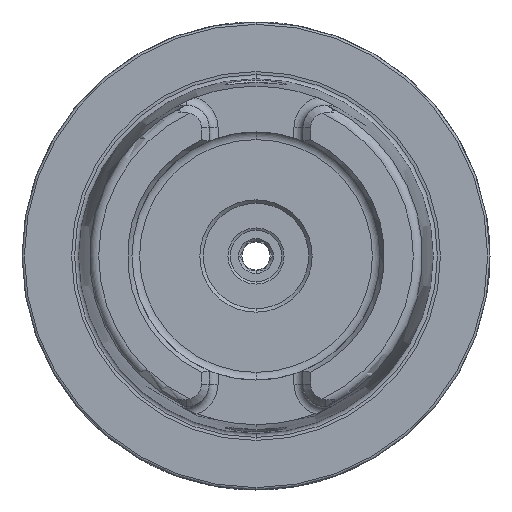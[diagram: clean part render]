
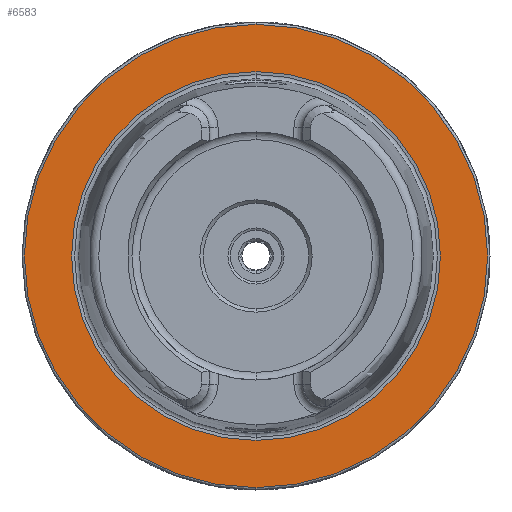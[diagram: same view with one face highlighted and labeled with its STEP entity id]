
A CAD part, left-side view. The second image highlights one B-rep face of the part: STEP entity #6583.
In plain terms, the highlighted planar face has unit normal (-1, 0, 0).
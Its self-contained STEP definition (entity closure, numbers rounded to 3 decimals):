
#200 = CIRCLE ( 'NONE', #3125, 49.5 ) ;
#522 = CIRCLE ( 'NONE', #3283, 49.5 ) ;
#845 = EDGE_LOOP ( 'NONE', ( #4546, #4560 ) ) ;
#1433 = EDGE_CURVE ( 'NONE', #2555, #4425, #200, .T. ) ;
#1563 = EDGE_LOOP ( 'NONE', ( #4676, #4698 ) ) ;
#1758 = EDGE_CURVE ( 'NONE', #6521, #4489, #10001, .T. ) ;
#2074 = DIRECTION ( 'NONE',  ( 0., 0., -1. ) ) ;
#2092 = DIRECTION ( 'NONE',  ( 1., 0., 0. ) ) ;
#2142 = CARTESIAN_POINT ( 'NONE',  ( 0., 49.5, 0. ) ) ;
#2185 = PLANE ( 'NONE',  #5733 ) ;
#2320 = CARTESIAN_POINT ( 'NONE',  ( 0., 0., 39.405 ) ) ;
#2555 = VERTEX_POINT ( 'NONE', #10755 ) ;
#2586 = CARTESIAN_POINT ( 'NONE',  ( 0., 0., -39.405 ) ) ;
#2650 = AXIS2_PLACEMENT_3D ( 'NONE', #9256, #9396, #9429 ) ;
#3125 = AXIS2_PLACEMENT_3D ( 'NONE', #7402, #7476, #7442 ) ;
#3130 = CARTESIAN_POINT ( 'NONE',  ( 0., 0., -49.5 ) ) ;
#3283 = AXIS2_PLACEMENT_3D ( 'NONE', #7874, #7853, #7839 ) ;
#4425 = VERTEX_POINT ( 'NONE', #3130 ) ;
#4489 = VERTEX_POINT ( 'NONE', #2320 ) ;
#4546 = ORIENTED_EDGE ( 'NONE', *, *, #6849, .F. ) ;
#4560 = ORIENTED_EDGE ( 'NONE', *, *, #1758, .F. ) ;
#4676 = ORIENTED_EDGE ( 'NONE', *, *, #1433, .T. ) ;
#4698 = ORIENTED_EDGE ( 'NONE', *, *, #7446, .T. ) ;
#5009 = AXIS2_PLACEMENT_3D ( 'NONE', #10862, #10857, #10779 ) ;
#5733 = AXIS2_PLACEMENT_3D ( 'NONE', #2142, #2092, #2074 ) ;
#6032 = FACE_BOUND ( 'NONE', #845, .T. ) ;
#6521 = VERTEX_POINT ( 'NONE', #2586 ) ;
#6583 = ADVANCED_FACE ( 'NONE', ( #6032, #6673 ), #2185, .F. ) ;
#6673 = FACE_OUTER_BOUND ( 'NONE', #1563, .T. ) ;
#6849 = EDGE_CURVE ( 'NONE', #4489, #6521, #10538, .T. ) ;
#7402 = CARTESIAN_POINT ( 'NONE',  ( 0., 0., 0. ) ) ;
#7442 = DIRECTION ( 'NONE',  ( 0., 0., 1. ) ) ;
#7446 = EDGE_CURVE ( 'NONE', #4425, #2555, #522, .T. ) ;
#7476 = DIRECTION ( 'NONE',  ( -1., 0., 0. ) ) ;
#7839 = DIRECTION ( 'NONE',  ( 0., 0., 1. ) ) ;
#7853 = DIRECTION ( 'NONE',  ( -1., 0., 0. ) ) ;
#7874 = CARTESIAN_POINT ( 'NONE',  ( 0., 0., 0. ) ) ;
#9256 = CARTESIAN_POINT ( 'NONE',  ( 0., 0., 0. ) ) ;
#9396 = DIRECTION ( 'NONE',  ( -1., 0., 0. ) ) ;
#9429 = DIRECTION ( 'NONE',  ( 0., 0., 1. ) ) ;
#10001 = CIRCLE ( 'NONE', #2650, 39.405 ) ;
#10538 = CIRCLE ( 'NONE', #5009, 39.405 ) ;
#10755 = CARTESIAN_POINT ( 'NONE',  ( 0., 0., 49.5 ) ) ;
#10779 = DIRECTION ( 'NONE',  ( 0., 0., 1. ) ) ;
#10857 = DIRECTION ( 'NONE',  ( -1., 0., 0. ) ) ;
#10862 = CARTESIAN_POINT ( 'NONE',  ( 0., 0., 0. ) ) ;
